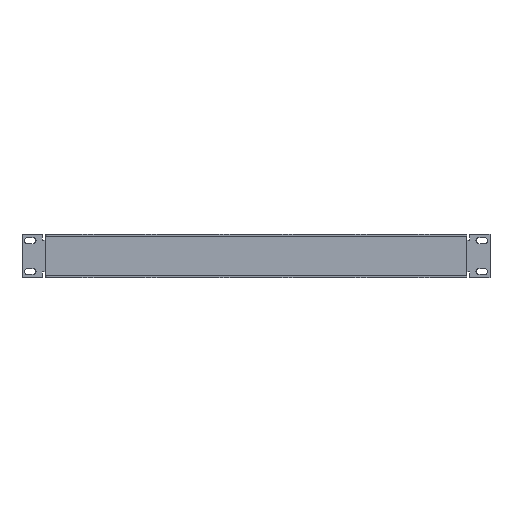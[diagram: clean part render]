
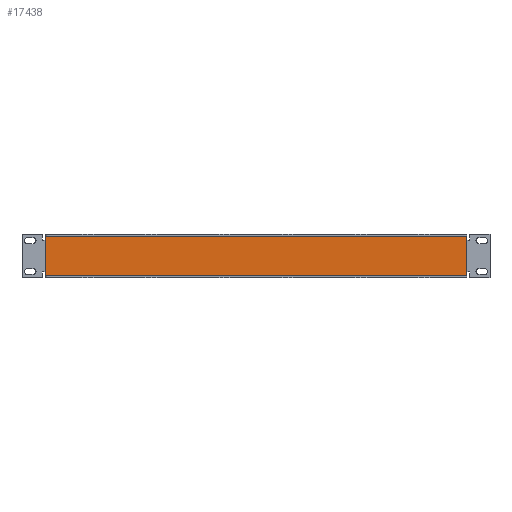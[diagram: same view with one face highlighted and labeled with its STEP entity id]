
A CAD part, top view. The second image highlights one B-rep face of the part: STEP entity #17438.
In plain terms, the highlighted planar face has unit normal (0, 0, 1).
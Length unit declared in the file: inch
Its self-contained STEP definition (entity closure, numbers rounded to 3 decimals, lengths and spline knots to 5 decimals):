
#176 = EDGE_CURVE ( 'NONE', #9070, #12165, #8856, .T. ) ;
#438 = DIRECTION ( 'NONE',  ( 0., -1., 0. ) ) ;
#747 = FACE_OUTER_BOUND ( 'NONE', #12492, .T. ) ;
#1133 = EDGE_CURVE ( 'NONE', #16804, #8276, #20317, .T. ) ;
#2526 = CARTESIAN_POINT ( 'NONE',  ( -8.54331, 0.87598, 0.41339 ) ) ;
#4242 = PLANE ( 'NONE',  #8444 ) ;
#4281 = ORIENTED_EDGE ( 'NONE', *, *, #1133, .T. ) ;
#7224 = ORIENTED_EDGE ( 'NONE', *, *, #176, .F. ) ;
#7628 = CARTESIAN_POINT ( 'NONE',  ( -8.54331, 0.87598, 0.41339 ) ) ;
#7708 = DIRECTION ( 'NONE',  ( 0., 0., -1. ) ) ;
#7908 = CARTESIAN_POINT ( 'NONE',  ( 8.54331, 0.87598, 0.41339 ) ) ;
#8276 = VERTEX_POINT ( 'NONE', #14566 ) ;
#8444 = AXIS2_PLACEMENT_3D ( 'NONE', #7628, #7708, #12852 ) ;
#8856 = LINE ( 'NONE', #14680, #15611 ) ;
#9005 = CARTESIAN_POINT ( 'NONE',  ( -8.54331, -0.87598, 0.41339 ) ) ;
#9070 = VERTEX_POINT ( 'NONE', #18251 ) ;
#9204 = ORIENTED_EDGE ( 'NONE', *, *, #21375, .T. ) ;
#9792 = DIRECTION ( 'NONE',  ( 1., 0., 0. ) ) ;
#10699 = ORIENTED_EDGE ( 'NONE', *, *, #17564, .F. ) ;
#11137 = VECTOR ( 'NONE', #19541, 39.37008 ) ;
#11853 = DIRECTION ( 'NONE',  ( 0., -1., 0. ) ) ;
#12165 = VERTEX_POINT ( 'NONE', #7908 ) ;
#12492 = EDGE_LOOP ( 'NONE', ( #4281, #10699, #7224, #9204 ) ) ;
#12852 = DIRECTION ( 'NONE',  ( -1., 0., 0. ) ) ;
#13196 = LINE ( 'NONE', #20239, #21837 ) ;
#14566 = CARTESIAN_POINT ( 'NONE',  ( 8.54331, -0.87598, 0.41339 ) ) ;
#14680 = CARTESIAN_POINT ( 'NONE',  ( -8.54331, 0.87598, 0.41339 ) ) ;
#15611 = VECTOR ( 'NONE', #9792, 39.37008 ) ;
#15999 = CARTESIAN_POINT ( 'NONE',  ( -8.54331, -0.87598, 0.41339 ) ) ;
#16804 = VERTEX_POINT ( 'NONE', #9005 ) ;
#17438 = ADVANCED_FACE ( 'NONE', ( #747 ), #4242, .F. ) ;
#17522 = VECTOR ( 'NONE', #438, 39.37008 ) ;
#17564 = EDGE_CURVE ( 'NONE', #12165, #8276, #13196, .T. ) ;
#18251 = CARTESIAN_POINT ( 'NONE',  ( -8.54331, 0.87598, 0.41339 ) ) ;
#19541 = DIRECTION ( 'NONE',  ( 1., 0., 0. ) ) ;
#20239 = CARTESIAN_POINT ( 'NONE',  ( 8.54331, 0.87598, 0.41339 ) ) ;
#20317 = LINE ( 'NONE', #15999, #11137 ) ;
#21375 = EDGE_CURVE ( 'NONE', #9070, #16804, #22190, .T. ) ;
#21837 = VECTOR ( 'NONE', #11853, 39.37008 ) ;
#22190 = LINE ( 'NONE', #2526, #17522 ) ;
